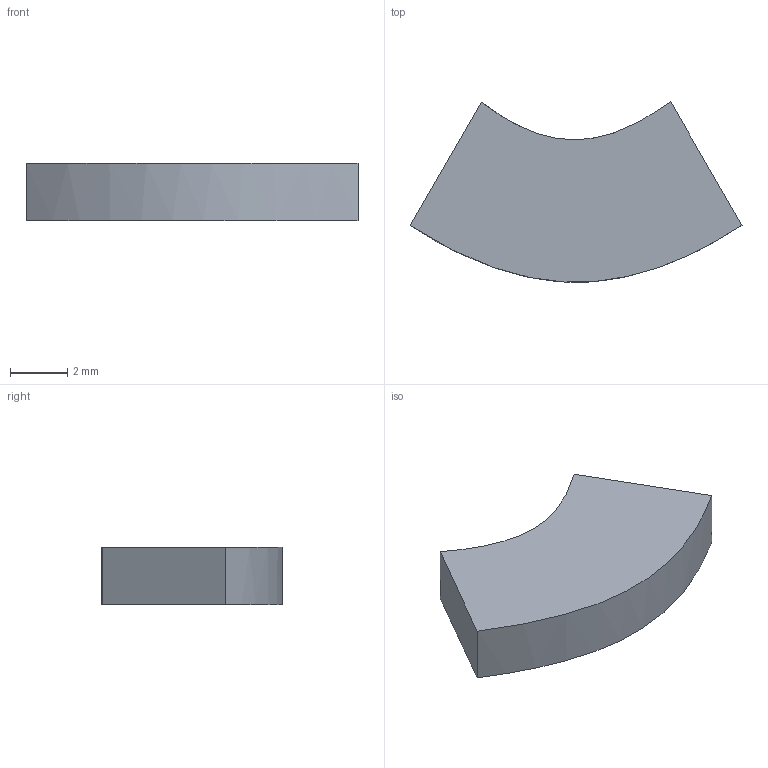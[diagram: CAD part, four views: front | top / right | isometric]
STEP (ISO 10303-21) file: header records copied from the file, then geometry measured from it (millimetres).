
FILE_DESCRIPTION(/* description */ (''),/* implementation_level */ '2;1');
FILE_NAME(/* name */ 'curved-0.2.step',/* time_stamp */ '2025-11-04T20:32:07Z',/* author */ (''),/* organization */ (''),/* preprocessor_version */ 'ST-DEVELOPER v20.1',/* originating_system */ 'Autodesk Translation Framework v14.17.0.0',/* authorisation */ '');
FILE_SCHEMA (('AUTOMOTIVE_DESIGN { 1 0 10303 214 3 1 1 }'));
Length unit declared in the file: millimetre
Products named in the file (1): curved-0.2
Bounding box: 11.64 x 6.32 x 2 mm (x, y, z)
Volume: 91.9 mm3; surface area: 171.8 mm2
Topology: 1 solids, 1 shells, 13 faces, 27 edges, 18 vertices
Faces by surface type: plane 10, bspline 2, cylinder 1
Full cylindrical faces by diameter (mm): 1.1 x1
Entity records: 477 total; most frequent: CARTESIAN_POINT 173, ORIENTED_EDGE 54, DIRECTION 49, EDGE_CURVE 27, LINE 21, VECTOR 21, VERTEX_POINT 18, EDGE_LOOP 15
